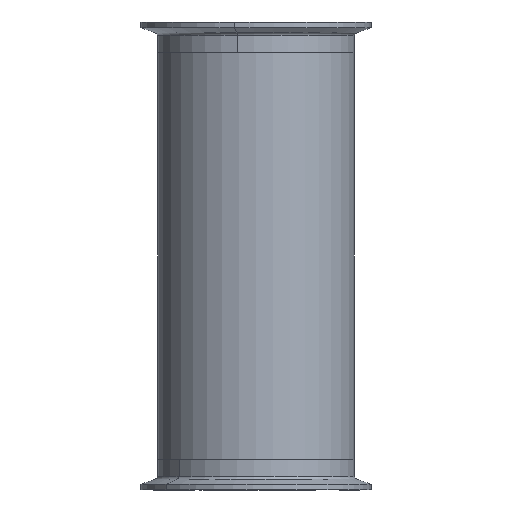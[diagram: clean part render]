
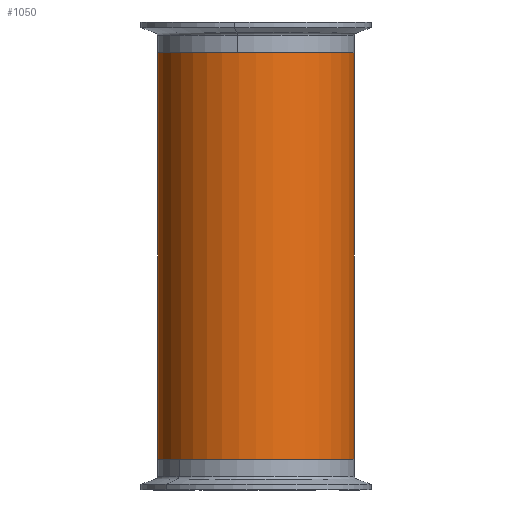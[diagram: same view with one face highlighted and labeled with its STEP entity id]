
A CAD part, front view. The second image highlights one B-rep face of the part: STEP entity #1050.
In plain terms, the highlighted cylindrical face has radius 50.8 mm (diameter 101.6 mm), a partial arc.
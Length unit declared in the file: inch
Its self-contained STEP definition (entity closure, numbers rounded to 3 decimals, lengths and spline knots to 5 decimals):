
#122 = DIRECTION ( 'NONE',  ( -1., 0., 0. ) ) ;
#184 = ORIENTED_EDGE ( 'NONE', *, *, #227, .F. ) ;
#227 = EDGE_CURVE ( 'NONE', #2380, #228, #2664, .T. ) ;
#228 = VERTEX_POINT ( 'NONE', #2973 ) ;
#376 = EDGE_CURVE ( 'NONE', #432, #228, #1073, .T. ) ;
#401 = ORIENTED_EDGE ( 'NONE', *, *, #1550, .T. ) ;
#421 = ORIENTED_EDGE ( 'NONE', *, *, #376, .T. ) ;
#432 = VERTEX_POINT ( 'NONE', #2286 ) ;
#582 = VECTOR ( 'NONE', #1268, 39.37008 ) ;
#669 = CIRCLE ( 'NONE', #2462, 2. ) ;
#1050 = ADVANCED_FACE ( 'NONE', ( #1387 ), #1972, .T. ) ;
#1073 = CIRCLE ( 'NONE', #1304, 2. ) ;
#1085 = DIRECTION ( 'NONE',  ( 0., 0., -1. ) ) ;
#1119 = DIRECTION ( 'NONE',  ( 1., 0., 0. ) ) ;
#1268 = DIRECTION ( 'NONE',  ( 0., 0., -1. ) ) ;
#1304 = AXIS2_PLACEMENT_3D ( 'NONE', #2745, #1443, #1408 ) ;
#1384 = LINE ( 'NONE', #3032, #582 ) ;
#1387 = FACE_OUTER_BOUND ( 'NONE', #2790, .T. ) ;
#1396 = ORIENTED_EDGE ( 'NONE', *, *, #1846, .F. ) ;
#1408 = DIRECTION ( 'NONE',  ( 1., 0., 0. ) ) ;
#1443 = DIRECTION ( 'NONE',  ( 0., 0., 1. ) ) ;
#1550 = EDGE_CURVE ( 'NONE', #2756, #432, #1384, .T. ) ;
#1623 = CARTESIAN_POINT ( 'NONE',  ( 2., 0., 4.12598 ) ) ;
#1658 = CARTESIAN_POINT ( 'NONE',  ( 2., 0., 4.12598 ) ) ;
#1733 = DIRECTION ( 'NONE',  ( 0., 0., -1. ) ) ;
#1846 = EDGE_CURVE ( 'NONE', #2756, #2380, #669, .T. ) ;
#1972 = CYLINDRICAL_SURFACE ( 'NONE', #3227, 2. ) ;
#2286 = CARTESIAN_POINT ( 'NONE',  ( -2., 0., -4.12598 ) ) ;
#2306 = CARTESIAN_POINT ( 'NONE',  ( -2., 0., 4.12598 ) ) ;
#2380 = VERTEX_POINT ( 'NONE', #1623 ) ;
#2431 = DIRECTION ( 'NONE',  ( 0., 0., 1. ) ) ;
#2462 = AXIS2_PLACEMENT_3D ( 'NONE', #3217, #2431, #1119 ) ;
#2664 = LINE ( 'NONE', #1658, #3049 ) ;
#2745 = CARTESIAN_POINT ( 'NONE',  ( 0., 0., -4.12598 ) ) ;
#2756 = VERTEX_POINT ( 'NONE', #2306 ) ;
#2790 = EDGE_LOOP ( 'NONE', ( #184, #1396, #401, #421 ) ) ;
#2808 = CARTESIAN_POINT ( 'NONE',  ( 0., 0., 4.12598 ) ) ;
#2973 = CARTESIAN_POINT ( 'NONE',  ( 2., 0., -4.12598 ) ) ;
#3032 = CARTESIAN_POINT ( 'NONE',  ( -2., 0., 4.12598 ) ) ;
#3049 = VECTOR ( 'NONE', #1085, 39.37008 ) ;
#3217 = CARTESIAN_POINT ( 'NONE',  ( 0., 0., 4.12598 ) ) ;
#3227 = AXIS2_PLACEMENT_3D ( 'NONE', #2808, #1733, #122 ) ;
